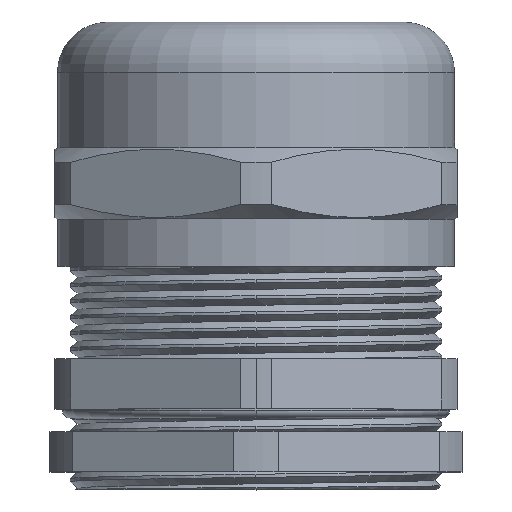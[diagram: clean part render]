
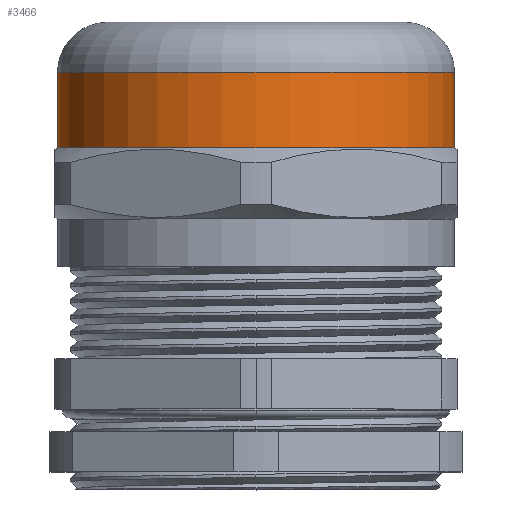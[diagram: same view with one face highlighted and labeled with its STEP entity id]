
A CAD part, top view. The second image highlights one B-rep face of the part: STEP entity #3466.
In plain terms, the highlighted cylindrical face has radius 19.75 mm (diameter 39.5 mm), a partial arc.
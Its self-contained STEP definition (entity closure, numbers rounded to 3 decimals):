
#127 = DIRECTION ( 'NONE',  ( 1., 0., 0. ) ) ;
#712 = VERTEX_POINT ( 'NONE', #7493 ) ;
#978 = EDGE_CURVE ( 'NONE', #1855, #3916, #6412, .T. ) ;
#1130 = CARTESIAN_POINT ( 'NONE',  ( 0., -8., 0. ) ) ;
#1668 = DIRECTION ( 'NONE',  ( 0., -1., 0. ) ) ;
#1855 = VERTEX_POINT ( 'NONE', #6590 ) ;
#2087 = AXIS2_PLACEMENT_3D ( 'NONE', #1130, #8121, #127 ) ;
#2458 = FACE_OUTER_BOUND ( 'NONE', #5568, .T. ) ;
#3352 = CARTESIAN_POINT ( 'NONE',  ( 19.75, -8., 0. ) ) ;
#3360 = CARTESIAN_POINT ( 'NONE',  ( 19.75, 25.987, 0. ) ) ;
#3466 = ADVANCED_FACE ( 'NONE', ( #2458 ), #6558, .T. ) ;
#3826 = DIRECTION ( 'NONE',  ( 0., -1., 0. ) ) ;
#3886 = EDGE_CURVE ( 'NONE', #5462, #712, #8770, .T. ) ;
#3916 = VERTEX_POINT ( 'NONE', #7311 ) ;
#4196 = AXIS2_PLACEMENT_3D ( 'NONE', #9102, #3826, #9967 ) ;
#4783 = DIRECTION ( 'NONE',  ( 1., 0., 0. ) ) ;
#4788 = DIRECTION ( 'NONE',  ( 0., -1., 0. ) ) ;
#4796 = CARTESIAN_POINT ( 'NONE',  ( 0., 33.5, 0. ) ) ;
#4854 = ORIENTED_EDGE ( 'NONE', *, *, #8821, .F. ) ;
#5462 = VERTEX_POINT ( 'NONE', #3360 ) ;
#5568 = EDGE_LOOP ( 'NONE', ( #7234, #9841, #9304, #4854 ) ) ;
#6047 = CARTESIAN_POINT ( 'NONE',  ( -19.75, -8., 0. ) ) ;
#6057 = LINE ( 'NONE', #6047, #8417 ) ;
#6412 = CIRCLE ( 'NONE', #7191, 19.75 ) ;
#6558 = CYLINDRICAL_SURFACE ( 'NONE', #2087, 19.75 ) ;
#6590 = CARTESIAN_POINT ( 'NONE',  ( 19.75, 33.5, 0. ) ) ;
#6766 = VECTOR ( 'NONE', #1668, 1000. ) ;
#7191 = AXIS2_PLACEMENT_3D ( 'NONE', #4796, #4788, #4783 ) ;
#7234 = ORIENTED_EDGE ( 'NONE', *, *, #978, .T. ) ;
#7311 = CARTESIAN_POINT ( 'NONE',  ( -19.75, 33.5, 0. ) ) ;
#7493 = CARTESIAN_POINT ( 'NONE',  ( -19.75, 25.987, 0. ) ) ;
#8121 = DIRECTION ( 'NONE',  ( 0., -1., 0. ) ) ;
#8417 = VECTOR ( 'NONE', #11215, 1000. ) ;
#8770 = CIRCLE ( 'NONE', #4196, 19.75 ) ;
#8821 = EDGE_CURVE ( 'NONE', #1855, #5462, #9129, .T. ) ;
#9102 = CARTESIAN_POINT ( 'NONE',  ( 0., 25.987, 0. ) ) ;
#9129 = LINE ( 'NONE', #3352, #6766 ) ;
#9304 = ORIENTED_EDGE ( 'NONE', *, *, #3886, .F. ) ;
#9841 = ORIENTED_EDGE ( 'NONE', *, *, #9994, .T. ) ;
#9967 = DIRECTION ( 'NONE',  ( 1., 0., 0. ) ) ;
#9994 = EDGE_CURVE ( 'NONE', #3916, #712, #6057, .T. ) ;
#11215 = DIRECTION ( 'NONE',  ( 0., -1., 0. ) ) ;
